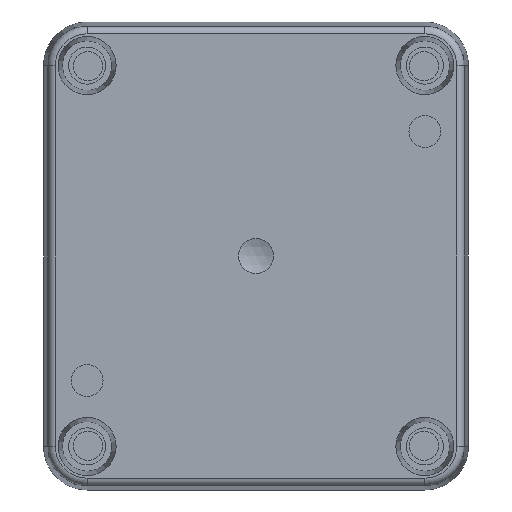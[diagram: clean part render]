
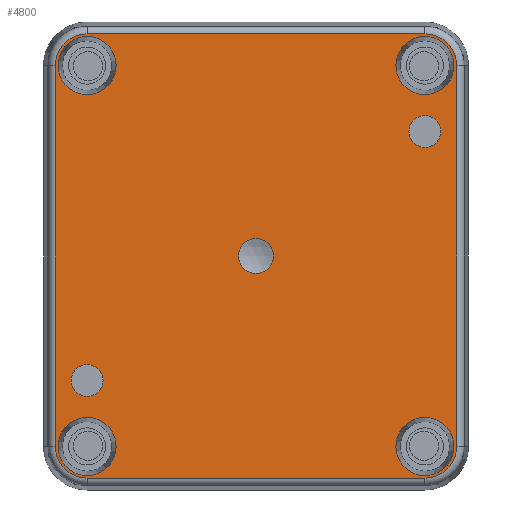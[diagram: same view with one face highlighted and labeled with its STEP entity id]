
A CAD part, front view. The second image highlights one B-rep face of the part: STEP entity #4800.
In plain terms, the highlighted planar face has unit normal (0, -1, 0).
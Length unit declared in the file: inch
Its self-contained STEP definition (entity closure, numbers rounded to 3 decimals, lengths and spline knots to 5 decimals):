
#100 = EDGE_LOOP ( 'NONE', ( #12611, #12610, #12609, #12608, #12607, #12606, #12605, #12604 ) ) ;
#117 = EDGE_LOOP ( 'NONE', ( #12603 ) ) ;
#119 = EDGE_LOOP ( 'NONE', ( #12602 ) ) ;
#120 = EDGE_LOOP ( 'NONE', ( #12601 ) ) ;
#121 = EDGE_LOOP ( 'NONE', ( #12600 ) ) ;
#122 = EDGE_LOOP ( 'NONE', ( #12599 ) ) ;
#123 = EDGE_LOOP ( 'NONE', ( #12598 ) ) ;
#124 = EDGE_LOOP ( 'NONE', ( #12597 ) ) ;
#532 = VERTEX_POINT ( 'NONE', #9630 ) ;
#534 = VERTEX_POINT ( 'NONE', #9628 ) ;
#538 = VERTEX_POINT ( 'NONE', #9624 ) ;
#539 = VERTEX_POINT ( 'NONE', #9623 ) ;
#540 = VERTEX_POINT ( 'NONE', #9622 ) ;
#754 = VERTEX_POINT ( 'NONE', #9408 ) ;
#780 = VERTEX_POINT ( 'NONE', #12200 ) ;
#781 = VERTEX_POINT ( 'NONE', #12196 ) ;
#907 = EDGE_CURVE ( 'NONE', #534, #538, #10855, .T. ) ;
#908 = EDGE_CURVE ( 'NONE', #532, #534, #11941, .T. ) ;
#909 = EDGE_CURVE ( 'NONE', #538, #539, #11935, .T. ) ;
#910 = EDGE_CURVE ( 'NONE', #539, #540, #10858, .T. ) ;
#911 = EDGE_CURVE ( 'NONE', #540, #754, #11958, .T. ) ;
#912 = EDGE_CURVE ( 'NONE', #754, #780, #10861, .T. ) ;
#913 = EDGE_CURVE ( 'NONE', #780, #781, #11929, .T. ) ;
#914 = EDGE_CURVE ( 'NONE', #781, #532, #10864, .T. ) ;
#915 = EDGE_CURVE ( 'NONE', #4001, #4001, #10865, .T. ) ;
#916 = EDGE_CURVE ( 'NONE', #4003, #4003, #10870, .T. ) ;
#917 = EDGE_CURVE ( 'NONE', #4005, #4005, #10872, .T. ) ;
#918 = EDGE_CURVE ( 'NONE', #4007, #4007, #10874, .T. ) ;
#919 = EDGE_CURVE ( 'NONE', #4009, #4009, #10876, .T. ) ;
#920 = EDGE_CURVE ( 'NONE', #4011, #4011, #10878, .T. ) ;
#921 = EDGE_CURVE ( 'NONE', #4013, #4013, #10880, .T. ) ;
#4001 = VERTEX_POINT ( 'NONE', #4004 ) ;
#4003 = VERTEX_POINT ( 'NONE', #4006 ) ;
#4004 = CARTESIAN_POINT ( 'NONE',  ( 0.911, -0.94, 0.586 ) ) ;
#4005 = VERTEX_POINT ( 'NONE', #4008 ) ;
#4006 = CARTESIAN_POINT ( 'NONE',  ( 0.911, -0.94, -1.1835 ) ) ;
#4007 = VERTEX_POINT ( 'NONE', #4010 ) ;
#4008 = CARTESIAN_POINT ( 'NONE',  ( -0.911, -0.94, -1.1835 ) ) ;
#4009 = VERTEX_POINT ( 'NONE', #4012 ) ;
#4010 = CARTESIAN_POINT ( 'NONE',  ( 0.911, -0.94, 1.1835 ) ) ;
#4011 = VERTEX_POINT ( 'NONE', #4014 ) ;
#4012 = CARTESIAN_POINT ( 'NONE',  ( -0.911, -0.94, 1.1835 ) ) ;
#4013 = VERTEX_POINT ( 'NONE', #4016 ) ;
#4014 = CARTESIAN_POINT ( 'NONE',  ( -0.911, -0.94, -0.586 ) ) ;
#4016 = CARTESIAN_POINT ( 'NONE',  ( 0., -0.94, 0.09375 ) ) ;
#4800 = ADVANCED_FACE ( 'NONE', ( #8306, #8308, #8310, #8312, #8305, #8307, #8309, #8311 ), #8313, .F. ) ;
#6459 = AXIS2_PLACEMENT_3D ( 'NONE', #8314, #8316, #8317 ) ;
#8305 = FACE_BOUND ( 'NONE', #121, .T. ) ;
#8306 = FACE_OUTER_BOUND ( 'NONE', #100, .T. ) ;
#8307 = FACE_BOUND ( 'NONE', #122, .T. ) ;
#8308 = FACE_BOUND ( 'NONE', #117, .T. ) ;
#8309 = FACE_BOUND ( 'NONE', #123, .T. ) ;
#8310 = FACE_BOUND ( 'NONE', #119, .T. ) ;
#8311 = FACE_BOUND ( 'NONE', #124, .T. ) ;
#8312 = FACE_BOUND ( 'NONE', #120, .T. ) ;
#8313 = PLANE ( 'NONE',  #6459 ) ;
#8314 = CARTESIAN_POINT ( 'NONE',  ( -0.911, -0.94, -1.027 ) ) ;
#8316 = DIRECTION ( 'NONE',  ( 0., 1., 0. ) ) ;
#8317 = DIRECTION ( 'NONE',  ( 0., 0., 1. ) ) ;
#9408 = CARTESIAN_POINT ( 'NONE',  ( -1.08201, -0.94, -1.027 ) ) ;
#9622 = CARTESIAN_POINT ( 'NONE',  ( -1.08201, -0.94, 1.027 ) ) ;
#9623 = CARTESIAN_POINT ( 'NONE',  ( -0.911, -0.94, 1.19801 ) ) ;
#9624 = CARTESIAN_POINT ( 'NONE',  ( 0.911, -0.94, 1.19801 ) ) ;
#9628 = CARTESIAN_POINT ( 'NONE',  ( 1.08201, -0.94, 1.027 ) ) ;
#9630 = CARTESIAN_POINT ( 'NONE',  ( 1.08201, -0.94, -1.027 ) ) ;
#10852 = AXIS2_PLACEMENT_3D ( 'NONE', #11939, #11938, #11937 ) ;
#10855 = CIRCLE ( 'NONE', #10852, 0.17101 ) ;
#10856 = VECTOR ( 'NONE', #11932, 39.37008 ) ;
#10857 = VECTOR ( 'NONE', #11936, 39.37008 ) ;
#10858 = CIRCLE ( 'NONE', #10860, 0.17101 ) ;
#10859 = VECTOR ( 'NONE', #11917, 39.37008 ) ;
#10860 = AXIS2_PLACEMENT_3D ( 'NONE', #11924, #11922, #11920 ) ;
#10861 = CIRCLE ( 'NONE', #10863, 0.17101 ) ;
#10862 = VECTOR ( 'NONE', #11909, 39.37008 ) ;
#10863 = AXIS2_PLACEMENT_3D ( 'NONE', #11914, #11913, #11911 ) ;
#10864 = CIRCLE ( 'NONE', #10866, 0.17101 ) ;
#10865 = CIRCLE ( 'NONE', #10868, 0.086 ) ;
#10866 = AXIS2_PLACEMENT_3D ( 'NONE', #11907, #11906, #11905 ) ;
#10867 = AXIS2_PLACEMENT_3D ( 'NONE', #11900, #11898, #11897 ) ;
#10868 = AXIS2_PLACEMENT_3D ( 'NONE', #11903, #11902, #11901 ) ;
#10869 = AXIS2_PLACEMENT_3D ( 'NONE', #11890, #11889, #11888 ) ;
#10870 = CIRCLE ( 'NONE', #10867, 0.1565 ) ;
#10871 = AXIS2_PLACEMENT_3D ( 'NONE', #11886, #11887, #11885 ) ;
#10872 = CIRCLE ( 'NONE', #10869, 0.1565 ) ;
#10873 = AXIS2_PLACEMENT_3D ( 'NONE', #11884, #11892, #11891 ) ;
#10874 = CIRCLE ( 'NONE', #10871, 0.1565 ) ;
#10875 = AXIS2_PLACEMENT_3D ( 'NONE', #11882, #11879, #11877 ) ;
#10876 = CIRCLE ( 'NONE', #10873, 0.1565 ) ;
#10877 = AXIS2_PLACEMENT_3D ( 'NONE', #11876, #11875, #11874 ) ;
#10878 = CIRCLE ( 'NONE', #10875, 0.086 ) ;
#10880 = CIRCLE ( 'NONE', #10877, 0.09375 ) ;
#11874 = DIRECTION ( 'NONE',  ( 0., 0., 1. ) ) ;
#11875 = DIRECTION ( 'NONE',  ( 0., 1., 0. ) ) ;
#11876 = CARTESIAN_POINT ( 'NONE',  ( 0., -0.94, 0. ) ) ;
#11877 = DIRECTION ( 'NONE',  ( 0., 0., 1. ) ) ;
#11879 = DIRECTION ( 'NONE',  ( 0., 1., 0. ) ) ;
#11882 = CARTESIAN_POINT ( 'NONE',  ( -0.911, -0.94, -0.672 ) ) ;
#11884 = CARTESIAN_POINT ( 'NONE',  ( -0.911, -0.94, 1.027 ) ) ;
#11885 = DIRECTION ( 'NONE',  ( 0., 0., 1. ) ) ;
#11886 = CARTESIAN_POINT ( 'NONE',  ( 0.911, -0.94, 1.027 ) ) ;
#11887 = DIRECTION ( 'NONE',  ( 0., 1., 0. ) ) ;
#11888 = DIRECTION ( 'NONE',  ( 0., 0., -1. ) ) ;
#11889 = DIRECTION ( 'NONE',  ( 0., 1., 0. ) ) ;
#11890 = CARTESIAN_POINT ( 'NONE',  ( -0.911, -0.94, -1.027 ) ) ;
#11891 = DIRECTION ( 'NONE',  ( 0., 0., 1. ) ) ;
#11892 = DIRECTION ( 'NONE',  ( 0., -1., 0. ) ) ;
#11897 = DIRECTION ( 'NONE',  ( 0., 0., -1. ) ) ;
#11898 = DIRECTION ( 'NONE',  ( 0., -1., 0. ) ) ;
#11900 = CARTESIAN_POINT ( 'NONE',  ( 0.911, -0.94, -1.027 ) ) ;
#11901 = DIRECTION ( 'NONE',  ( 0., 0., -1. ) ) ;
#11902 = DIRECTION ( 'NONE',  ( 0., 1., 0. ) ) ;
#11903 = CARTESIAN_POINT ( 'NONE',  ( 0.911, -0.94, 0.672 ) ) ;
#11905 = DIRECTION ( 'NONE',  ( 0., 0., 1. ) ) ;
#11906 = DIRECTION ( 'NONE',  ( 0., -1., 0. ) ) ;
#11907 = CARTESIAN_POINT ( 'NONE',  ( 0.911, -0.94, -1.027 ) ) ;
#11909 = DIRECTION ( 'NONE',  ( 1., 0., 0. ) ) ;
#11911 = DIRECTION ( 'NONE',  ( 0., 0., 1. ) ) ;
#11913 = DIRECTION ( 'NONE',  ( 0., -1., 0. ) ) ;
#11914 = CARTESIAN_POINT ( 'NONE',  ( -0.911, -0.94, -1.027 ) ) ;
#11917 = DIRECTION ( 'NONE',  ( 0., 0., -1. ) ) ;
#11920 = DIRECTION ( 'NONE',  ( 0., 0., 1. ) ) ;
#11922 = DIRECTION ( 'NONE',  ( 0., -1., 0. ) ) ;
#11924 = CARTESIAN_POINT ( 'NONE',  ( -0.911, -0.94, 1.027 ) ) ;
#11926 = CARTESIAN_POINT ( 'NONE',  ( 0.911, -0.94, -1.19801 ) ) ;
#11929 = LINE ( 'NONE', #11926, #10862 ) ;
#11932 = DIRECTION ( 'NONE',  ( -1., 0., 0. ) ) ;
#11933 = CARTESIAN_POINT ( 'NONE',  ( -0.911, -0.94, 1.19801 ) ) ;
#11935 = LINE ( 'NONE', #11933, #10856 ) ;
#11936 = DIRECTION ( 'NONE',  ( 0., 0., 1. ) ) ;
#11937 = DIRECTION ( 'NONE',  ( 0., 0., 1. ) ) ;
#11938 = DIRECTION ( 'NONE',  ( 0., -1., 0. ) ) ;
#11939 = CARTESIAN_POINT ( 'NONE',  ( 0.911, -0.94, 1.027 ) ) ;
#11941 = LINE ( 'NONE', #11951, #10857 ) ;
#11947 = CARTESIAN_POINT ( 'NONE',  ( -1.08201, -0.94, -1.027 ) ) ;
#11951 = CARTESIAN_POINT ( 'NONE',  ( 1.08201, -0.94, 1.027 ) ) ;
#11958 = LINE ( 'NONE', #11947, #10859 ) ;
#12196 = CARTESIAN_POINT ( 'NONE',  ( 0.911, -0.94, -1.19801 ) ) ;
#12200 = CARTESIAN_POINT ( 'NONE',  ( -0.911, -0.94, -1.19801 ) ) ;
#12597 = ORIENTED_EDGE ( 'NONE', *, *, #921, .T. ) ;
#12598 = ORIENTED_EDGE ( 'NONE', *, *, #920, .T. ) ;
#12599 = ORIENTED_EDGE ( 'NONE', *, *, #919, .F. ) ;
#12600 = ORIENTED_EDGE ( 'NONE', *, *, #918, .T. ) ;
#12601 = ORIENTED_EDGE ( 'NONE', *, *, #917, .T. ) ;
#12602 = ORIENTED_EDGE ( 'NONE', *, *, #916, .F. ) ;
#12603 = ORIENTED_EDGE ( 'NONE', *, *, #915, .T. ) ;
#12604 = ORIENTED_EDGE ( 'NONE', *, *, #914, .T. ) ;
#12605 = ORIENTED_EDGE ( 'NONE', *, *, #913, .T. ) ;
#12606 = ORIENTED_EDGE ( 'NONE', *, *, #912, .T. ) ;
#12607 = ORIENTED_EDGE ( 'NONE', *, *, #911, .T. ) ;
#12608 = ORIENTED_EDGE ( 'NONE', *, *, #910, .T. ) ;
#12609 = ORIENTED_EDGE ( 'NONE', *, *, #909, .T. ) ;
#12610 = ORIENTED_EDGE ( 'NONE', *, *, #907, .T. ) ;
#12611 = ORIENTED_EDGE ( 'NONE', *, *, #908, .T. ) ;
